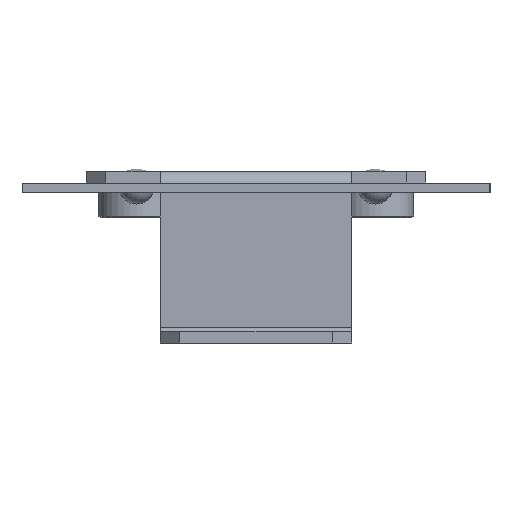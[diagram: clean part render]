
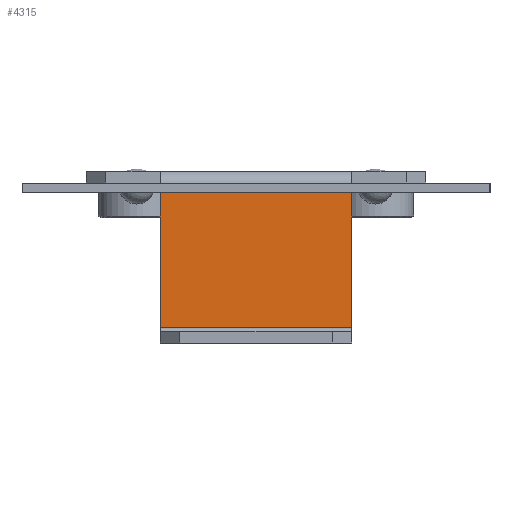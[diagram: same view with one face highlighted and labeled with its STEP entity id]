
A CAD part, left-side view. The second image highlights one B-rep face of the part: STEP entity #4315.
In plain terms, the highlighted face is planar.
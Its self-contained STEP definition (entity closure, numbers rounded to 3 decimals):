
#3000=DIRECTION('',(-0.017,-1.,0.));
#3001=VECTOR('',#3000,29.462);
#3002=CARTESIAN_POINT('',(-18.342,-0.793,-20.));
#3003=LINE('',#3002,#3001);
#3257=DIRECTION('',(0.017,1.,0.));
#3258=VECTOR('',#3257,29.462);
#3259=CARTESIAN_POINT('',(-18.856,-30.251,20.));
#3260=LINE('',#3259,#3258);
#3347=DIRECTION('',(0.,0.,-1.));
#3348=VECTOR('',#3347,40.);
#3349=CARTESIAN_POINT('',(-18.342,-0.793,20.));
#3350=LINE('',#3349,#3348);
#3361=DIRECTION('',(0.,0.,1.));
#3362=VECTOR('',#3361,40.);
#3363=CARTESIAN_POINT('',(-18.856,-30.251,-20.));
#3364=LINE('',#3363,#3362);
#3749=CARTESIAN_POINT('',(-18.342,-0.793,20.));
#3750=CARTESIAN_POINT('',(-18.342,-0.793,-20.));
#3751=VERTEX_POINT('',#3749);
#3752=VERTEX_POINT('',#3750);
#3770=CARTESIAN_POINT('',(-18.856,-30.251,20.));
#3772=VERTEX_POINT('',#3770);
#3785=CARTESIAN_POINT('',(-18.856,-30.251,-20.));
#3787=VERTEX_POINT('',#3785);
#4303=CARTESIAN_POINT('',(-17.817,29.28,-50.));
#4304=DIRECTION('',(-1.,0.017,0.));
#4305=DIRECTION('',(-0.017,-1.,0.));
#4306=AXIS2_PLACEMENT_3D('',#4303,#4304,#4305);
#4307=PLANE('',#4306);
#4308=ORIENTED_EDGE('',*,*,#3995,.T.);
#4310=ORIENTED_EDGE('',*,*,#4309,.T.);
#4311=ORIENTED_EDGE('',*,*,#4247,.T.);
#4312=ORIENTED_EDGE('',*,*,#4287,.T.);
#4313=EDGE_LOOP('',(#4308,#4310,#4311,#4312));
#4314=FACE_OUTER_BOUND('',#4313,.F.);
#3995=EDGE_CURVE('',#3752,#3787,#3003,.T.);
#4247=EDGE_CURVE('',#3772,#3751,#3260,.T.);
#4287=EDGE_CURVE('',#3751,#3752,#3350,.T.);
#4309=EDGE_CURVE('',#3787,#3772,#3364,.T.);
#4315=ADVANCED_FACE('',(#4314),#4307,.F.);
